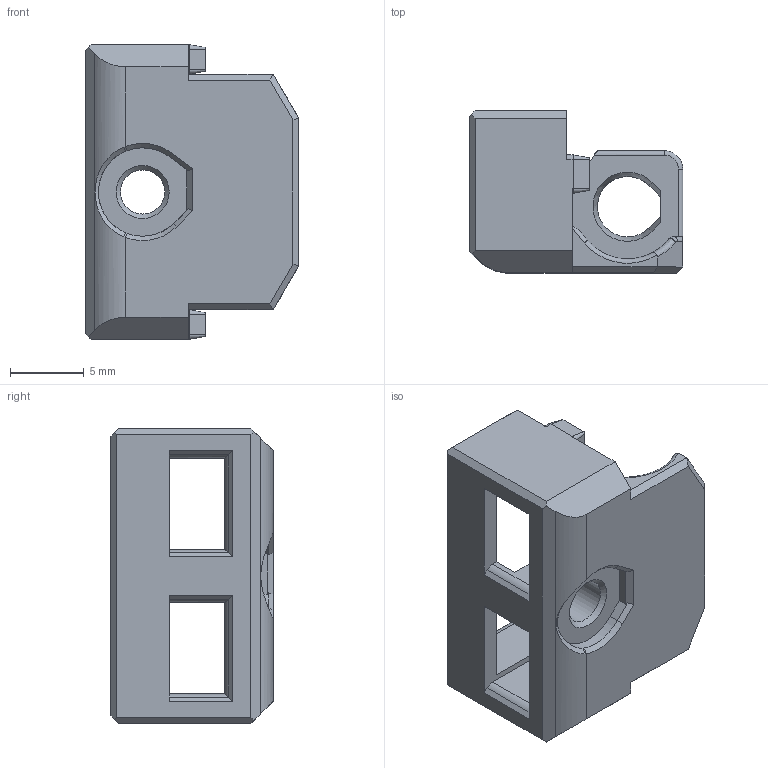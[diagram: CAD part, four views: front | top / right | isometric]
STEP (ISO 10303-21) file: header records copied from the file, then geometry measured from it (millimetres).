
FILE_DESCRIPTION(('FreeCAD Model'),'2;1');
FILE_NAME('Open CASCADE Shape Model','2025-07-10T23:21:18',(''),(''), 'Open CASCADE STEP processor 7.6','FreeCAD','Unknown');
FILE_SCHEMA(('AUTOMOTIVE_DESIGN { 1 0 10303 214 1 1 1 1 }'));
Length unit declared in the file: millimetre
Products named in the file (1): Monolith_MGN9_SpeedClip
Bounding box: 14.5 x 11 x 20 mm (x, y, z)
Volume: 1026.4 mm3; surface area: 1302.1 mm2
Topology: 1 solids, 1 shells, 138 faces, 373 edges, 235 vertices
Faces by surface type: plane 79, cylinder 35, cone 13, bspline 7, torus 4
Full cylindrical faces by diameter (mm): 3 x1
Entity records: 10351 total; most frequent: CARTESIAN_POINT 2976, DIRECTION 1354, LINE 886, VECTOR 886, ORIENTED_EDGE 746, PCURVE 746, DEFINITIONAL_REPRESENTATION 746, EDGE_CURVE 373
